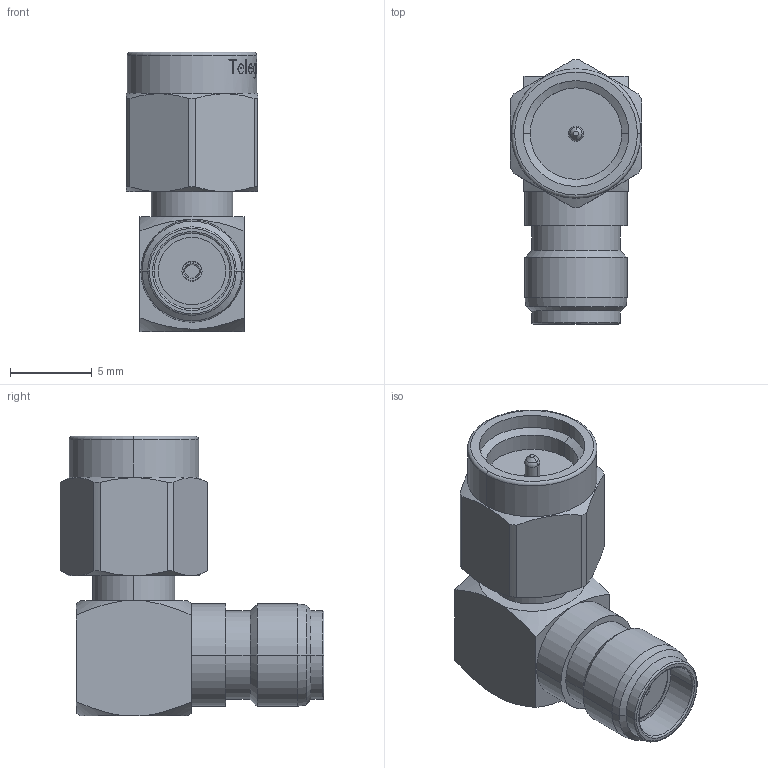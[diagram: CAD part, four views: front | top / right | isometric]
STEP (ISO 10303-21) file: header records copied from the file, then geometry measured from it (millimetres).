
FILE_DESCRIPTION (( 'STEP AP214' ), '1' );
FILE_NAME ('J01154A0021.STEP', '2018-09-06T11:24:48', ( '' ), ( '' ), 'SwSTEP 2.0', 'SolidWorks 2017', '' );
FILE_SCHEMA (( 'AUTOMOTIVE_DESIGN' ));
Length unit declared in the file: millimetre
Products named in the file (1): J01154A0021
Bounding box: 8 x 16.1 x 17.05 mm (x, y, z)
Volume: 919.5 mm3; surface area: 814.6 mm2
Topology: 1 solids, 1 shells, 455 faces, 1251 edges, 824 vertices
Faces by surface type: bspline 253, plane 112, cylinder 56, cone 24, torus 10
Entity records: 20957 total; most frequent: CARTESIAN_POINT 6757, ORIENTED_EDGE 2502, EDGE_CURVE 1251, DIRECTION 952, B_SPLINE_CURVE_WITH_KNOTS 877, VERTEX_POINT 824, EDGE_LOOP 481, ADVANCED_FACE 455
